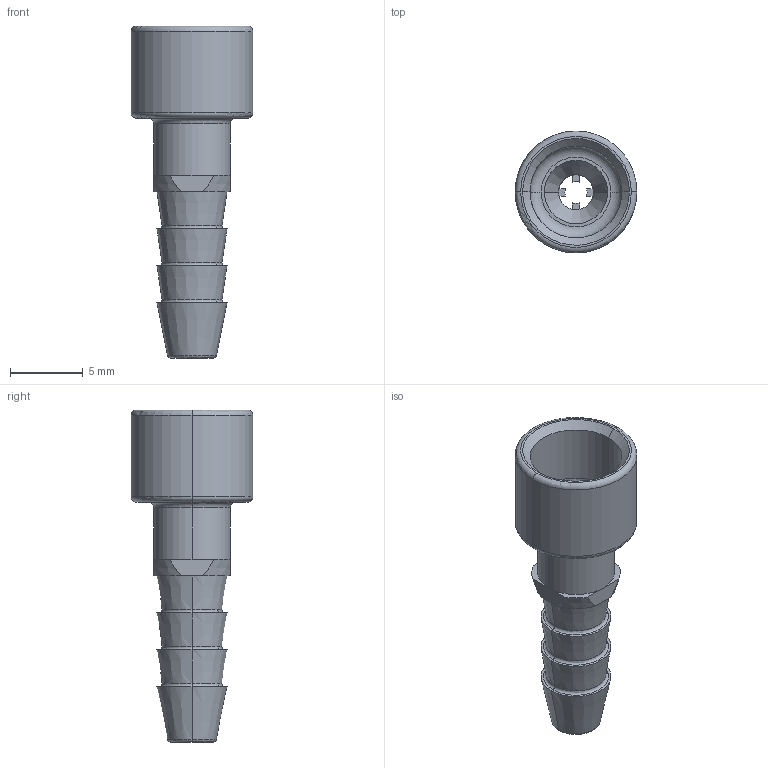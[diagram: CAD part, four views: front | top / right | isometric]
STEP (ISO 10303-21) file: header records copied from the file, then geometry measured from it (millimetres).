
FILE_DESCRIPTION(('CATIA V5 STEP Exchange','CAx-IF Rec.Pracs.--- Model Styling and Organization---1.4--- 2014-01-23'),'2;1');
FILE_NAME ('704233-3_2', '2020-10-22T10:41:18+00:00', ('none'), ('Weidmueller'), 'CATIA Version 5-6 Release 2016 SP3 HF44', 'CATIA V5 STEP AP214', 'none');
FILE_SCHEMA(('AUTOMOTIVE_DESIGN { 1 0 10303 214 1 1 1 1 }'));
Length unit declared in the file: millimetre
Products named in the file (1): 2637420000
Bounding box: 8.38 x 8.38 x 22.86 mm (x, y, z)
Volume: 335.9 mm3; surface area: 777.8 mm2
Topology: 1 solids, 1 shells, 77 faces, 176 edges, 108 vertices
Faces by surface type: plane 29, cylinder 16, cone 16, torus 16
Entity records: 2447 total; most frequent: CARTESIAN_POINT 879, ORIENTED_EDGE 352, DIRECTION 260, EDGE_CURVE 176, AXIS2_PLACEMENT_3D 116, VERTEX_POINT 108, EDGE_LOOP 86, ADVANCED_FACE 77
